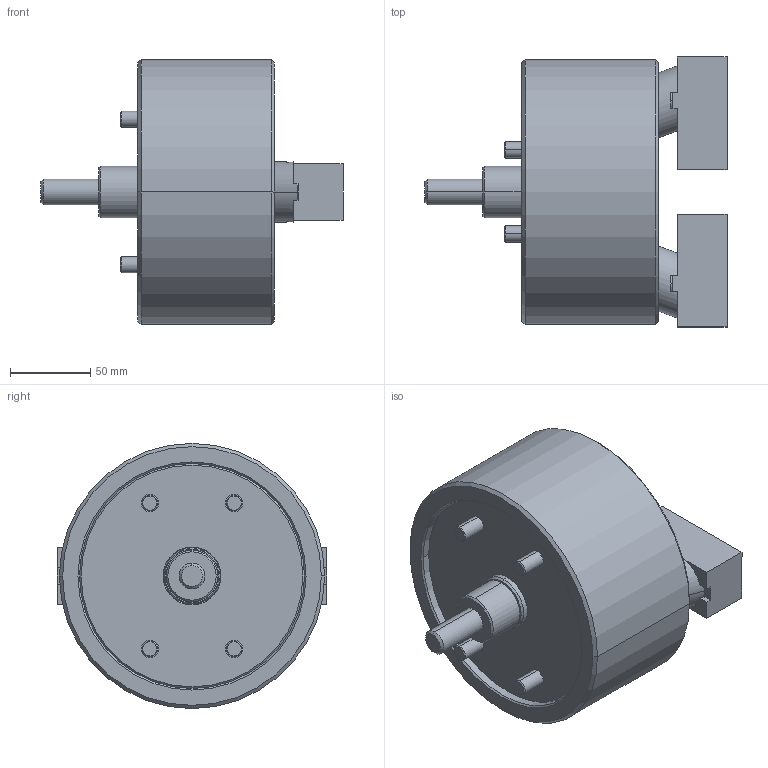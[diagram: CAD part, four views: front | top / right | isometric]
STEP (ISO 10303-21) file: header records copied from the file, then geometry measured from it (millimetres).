
FILE_DESCRIPTION (( 'STEP AP203' ), '1' );
FILE_NAME ('CF-2D-06.STEP', '2017-09-21T01:59:17', ( '' ), ( '' ), 'SwSTEP 2.0', 'SolidWorks 2016', '' );
FILE_SCHEMA (( 'CONFIG_CONTROL_DESIGN' ));
Length unit declared in the file: millimetre
Products named in the file (12): CF-2D-06-04000; CF-3P-06連接管螺帽; M16x90; CF-3D-06-06000; M14x25; M4x8; CF-2D-06-01000; M10x85; CF-2D-06-02000; CF-3D-06-03000; CF-2D-06; CF-3D-06-04000
Assembly tree (19 placements, depth 2):
  CF-2D-06
    CF-2D-06-01000
    CF-2D-06-02000
    CF-3D-06-03000  x2
    CF-3D-06-04000
    CF-2D-06-04000
    CF-3P-06連接管螺帽
    M16x90
    CF-3D-06-06000  x2
    M14x25  x2
    M4x8  x3
    M10x85  x4
Bounding box: 188 x 167.98 x 165 mm (x, y, z)
Volume: 1799858.8 mm3; surface area: 256663.8 mm2
Topology: 19 solids, 19 shells, 538 faces, 1262 edges, 769 vertices
Faces by surface type: plane 258, cylinder 154, cone 120, bspline 4, torus 2
Entity records: 11724 total; most frequent: CARTESIAN_POINT 2486, DIRECTION 1740, ORIENTED_EDGE 1508, EDGE_CURVE 754, AXIS2_PLACEMENT_3D 684, VERTEX_POINT 474, EDGE_LOOP 402, LINE 372
